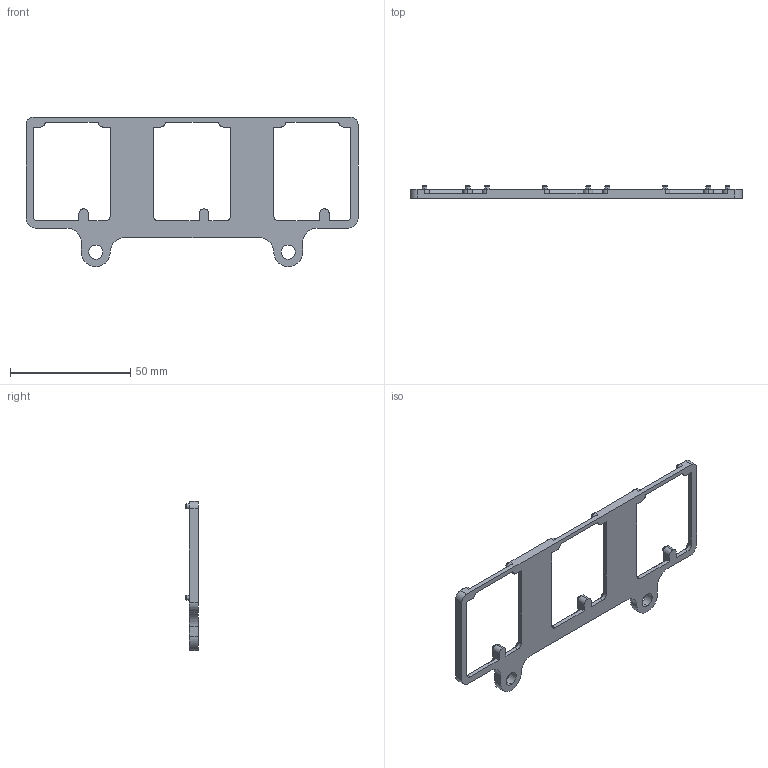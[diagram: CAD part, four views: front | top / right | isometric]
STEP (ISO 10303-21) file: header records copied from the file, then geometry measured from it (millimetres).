
FILE_DESCRIPTION (( 'STEP AP214' ), '1' );
FILE_NAME ('Board Bracket.STEP', '2022-01-02T17:39:41', ( '' ), ( '' ), 'SwSTEP 2.0', 'SolidWorks 2018', '' );
FILE_SCHEMA (( 'AUTOMOTIVE_DESIGN' ));
Length unit declared in the file: millimetre
Products named in the file (1): Board Bracket
Bounding box: 138 x 5.3 x 62 mm (x, y, z)
Volume: 10705.7 mm3; surface area: 9046.7 mm2
Topology: 1 solids, 1 shells, 137 faces, 357 edges, 228 vertices
Faces by surface type: plane 61, cylinder 52, torus 18, cone 6
Entity records: 4277 total; most frequent: DIRECTION 785, CARTESIAN_POINT 723, ORIENTED_EDGE 714, EDGE_CURVE 357, AXIS2_PLACEMENT_3D 290, VERTEX_POINT 228, LINE 205, VECTOR 205
